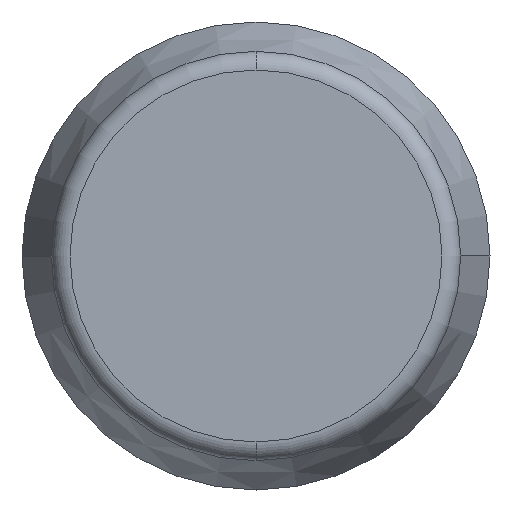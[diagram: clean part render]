
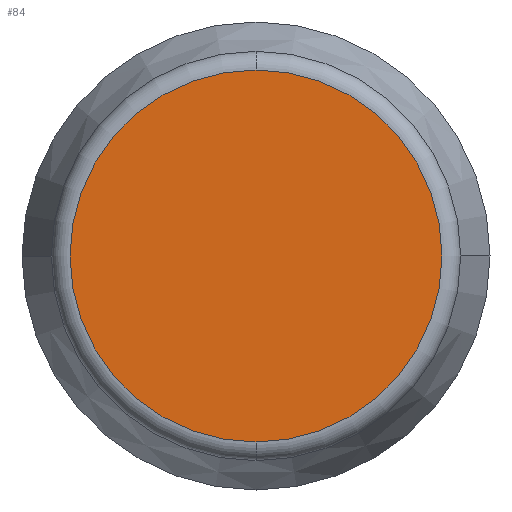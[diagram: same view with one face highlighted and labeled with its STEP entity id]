
A CAD part, front view. The second image highlights one B-rep face of the part: STEP entity #84.
In plain terms, the highlighted planar face has unit normal (0, -1, 0).
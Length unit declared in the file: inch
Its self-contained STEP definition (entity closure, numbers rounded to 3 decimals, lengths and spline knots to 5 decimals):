
#2 = EDGE_CURVE ( 'NONE', #371, #71, #186, .T. ) ;
#10 = DIRECTION ( 'NONE',  ( 0., -1., 0. ) ) ;
#49 = ORIENTED_EDGE ( 'NONE', *, *, #327, .T. ) ;
#55 = AXIS2_PLACEMENT_3D ( 'NONE', #252, #10, #98 ) ;
#56 = DIRECTION ( 'NONE',  ( 0., 0., -1. ) ) ;
#58 = AXIS2_PLACEMENT_3D ( 'NONE', #141, #212, #56 ) ;
#71 = VERTEX_POINT ( 'NONE', #261 ) ;
#75 = ORIENTED_EDGE ( 'NONE', *, *, #2, .T. ) ;
#84 = ADVANCED_FACE ( 'NONE', ( #384 ), #353, .T. ) ;
#87 = DIRECTION ( 'NONE',  ( 0., 0., -1. ) ) ;
#98 = DIRECTION ( 'NONE',  ( 0., 0., -1. ) ) ;
#111 = CARTESIAN_POINT ( 'NONE',  ( 0., 0., 0.09935 ) ) ;
#115 = CARTESIAN_POINT ( 'NONE',  ( 0., 0., 0. ) ) ;
#141 = CARTESIAN_POINT ( 'NONE',  ( 0., 0., 0. ) ) ;
#175 = DIRECTION ( 'NONE',  ( 0., -1., 0. ) ) ;
#186 = CIRCLE ( 'NONE', #55, 0.09935 ) ;
#212 = DIRECTION ( 'NONE',  ( 0., -1., 0. ) ) ;
#252 = CARTESIAN_POINT ( 'NONE',  ( 0., 0., 0. ) ) ;
#261 = CARTESIAN_POINT ( 'NONE',  ( 0., 0., -0.09935 ) ) ;
#301 = AXIS2_PLACEMENT_3D ( 'NONE', #115, #175, #87 ) ;
#327 = EDGE_CURVE ( 'NONE', #71, #371, #356, .T. ) ;
#353 = PLANE ( 'NONE',  #301 ) ;
#356 = CIRCLE ( 'NONE', #58, 0.09935 ) ;
#368 = EDGE_LOOP ( 'NONE', ( #49, #75 ) ) ;
#371 = VERTEX_POINT ( 'NONE', #111 ) ;
#384 = FACE_OUTER_BOUND ( 'NONE', #368, .T. ) ;
